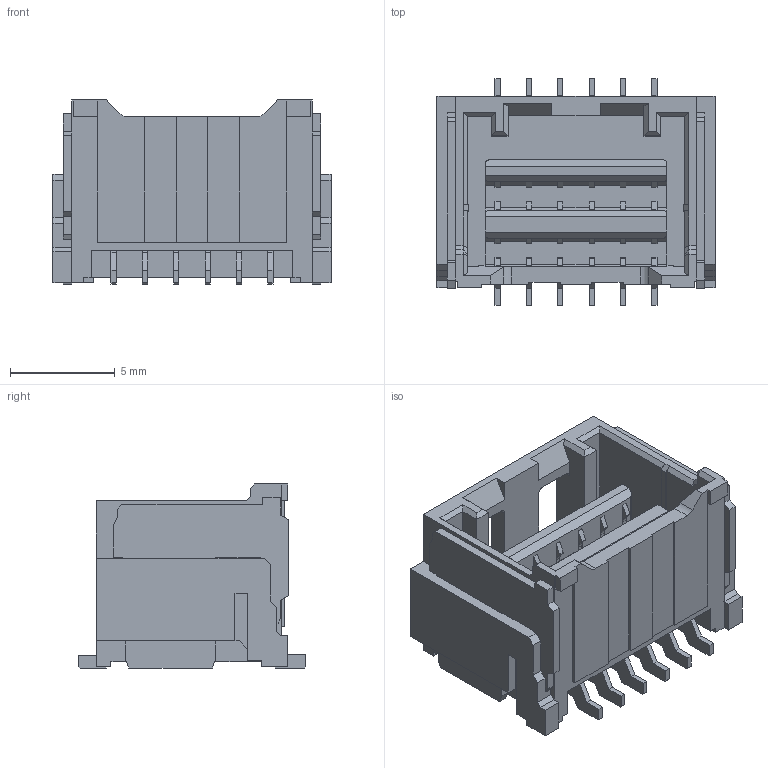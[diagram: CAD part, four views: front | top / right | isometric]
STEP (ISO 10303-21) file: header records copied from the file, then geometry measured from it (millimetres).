
FILE_DESCRIPTION(('STEP AP214'),'1');
FILE_NAME('2132271210.stp','2024-08-27T00:31:57',('TraceParts'),('TraceParts S.A.'),'Spatial InterOp 3D',' ',' ');
FILE_SCHEMA(('AUTOMOTIVE_DESIGN { 1 0 10303 214 1 1 1 1 }'));
Length unit declared in the file: millimetre
Products named in the file (1): 2132271210_1
Bounding box: 13.3 x 10.85 x 8.8 mm (x, y, z)
Volume: 518.3 mm3; surface area: 1034.3 mm2
Topology: 1 solids, 1 shells, 640 faces, 1944 edges, 1360 vertices
Faces by surface type: plane 558, cylinder 82
Entity records: 21494 total; most frequent: CARTESIAN_POINT 3924, ORIENTED_EDGE 3776, DIRECTION 3364, EDGE_CURVE 1888, LINE 1780, VECTOR 1780, VERTEX_POINT 1248, AXIS2_PLACEMENT_3D 792
